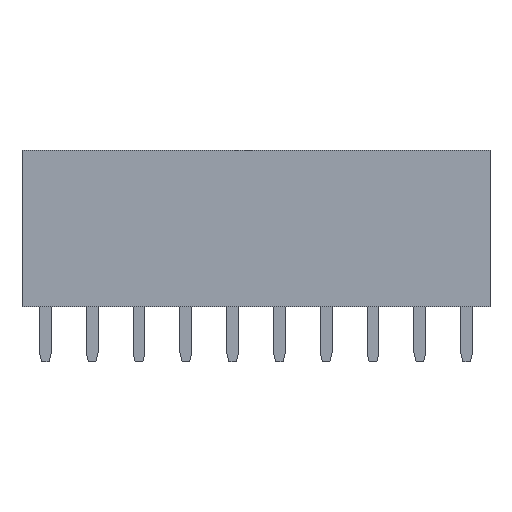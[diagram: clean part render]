
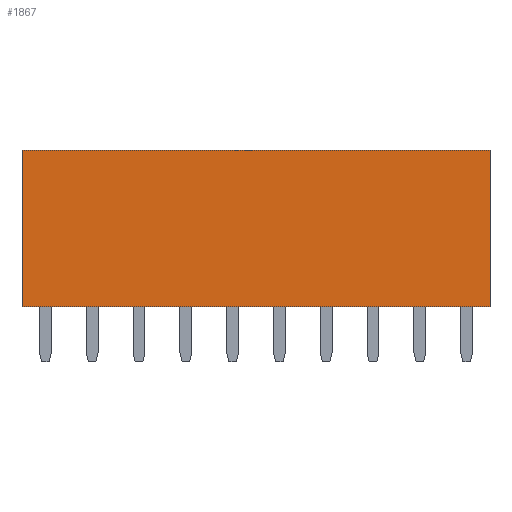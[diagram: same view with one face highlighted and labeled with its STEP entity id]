
A CAD part, left-side view. The second image highlights one B-rep face of the part: STEP entity #1867.
In plain terms, the highlighted planar face has unit normal (-1, 0, 0).
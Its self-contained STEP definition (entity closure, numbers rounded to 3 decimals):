
#877 = VERTEX_POINT('',#878);
#878 = CARTESIAN_POINT('',(-1.25,1.27,0.));
#886 = EDGE_CURVE('',#877,#887,#889,.T.);
#887 = VERTEX_POINT('',#888);
#888 = CARTESIAN_POINT('',(-1.25,1.27,8.5));
#889 = LINE('',#890,#891);
#890 = CARTESIAN_POINT('',(-1.25,1.27,0.));
#891 = VECTOR('',#892,1.);
#892 = DIRECTION('',(0.,0.,1.));
#967 = EDGE_CURVE('',#968,#877,#970,.T.);
#968 = VERTEX_POINT('',#969);
#969 = CARTESIAN_POINT('',(-1.25,-24.13,0.));
#970 = LINE('',#971,#972);
#971 = CARTESIAN_POINT('',(-1.25,-24.13,0.));
#972 = VECTOR('',#973,1.);
#973 = DIRECTION('',(0.,1.,0.));
#1508 = EDGE_CURVE('',#1509,#887,#1511,.T.);
#1509 = VERTEX_POINT('',#1510);
#1510 = CARTESIAN_POINT('',(-1.25,-24.13,8.5));
#1511 = LINE('',#1512,#1513);
#1512 = CARTESIAN_POINT('',(-1.25,-24.13,8.5));
#1513 = VECTOR('',#1514,1.);
#1514 = DIRECTION('',(0.,1.,0.));
#1867 = ADVANCED_FACE('',(#1868),#1879,.T.);
#1868 = FACE_BOUND('',#1869,.T.);
#1869 = EDGE_LOOP('',(#1870,#1876,#1877,#1878));
#1870 = ORIENTED_EDGE('',*,*,#1871,.T.);
#1871 = EDGE_CURVE('',#968,#1509,#1872,.T.);
#1872 = LINE('',#1873,#1874);
#1873 = CARTESIAN_POINT('',(-1.25,-24.13,0.));
#1874 = VECTOR('',#1875,1.);
#1875 = DIRECTION('',(0.,0.,1.));
#1876 = ORIENTED_EDGE('',*,*,#1508,.T.);
#1877 = ORIENTED_EDGE('',*,*,#886,.F.);
#1878 = ORIENTED_EDGE('',*,*,#967,.F.);
#1879 = PLANE('',#1880);
#1880 = AXIS2_PLACEMENT_3D('',#1881,#1882,#1883);
#1881 = CARTESIAN_POINT('',(-1.25,-24.13,0.));
#1882 = DIRECTION('',(-1.,0.,0.));
#1883 = DIRECTION('',(0.,1.,0.));
